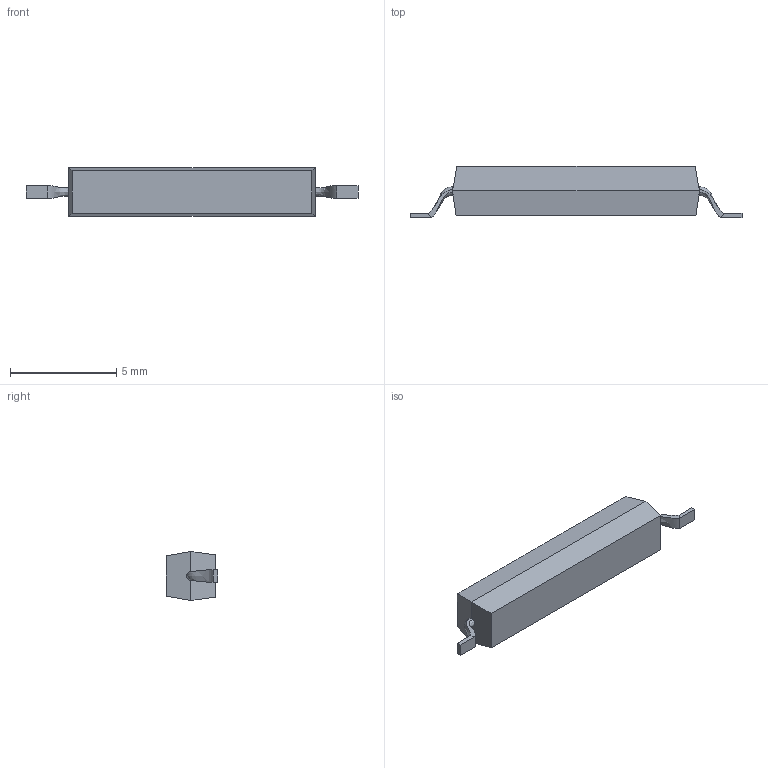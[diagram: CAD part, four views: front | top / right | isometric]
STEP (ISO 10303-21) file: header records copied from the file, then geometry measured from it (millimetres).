
FILE_DESCRIPTION (( 'STEP AP214' ), '1' );
FILE_NAME ('Standex-Meder Electronics-MK16-x-2_WEB.STEP', '2018-12-17T11:07:12', ( '' ), ( '' ), 'SwSTEP 2.0', 'SolidWorks 2018', '' );
FILE_SCHEMA (( 'AUTOMOTIVE_DESIGN' ));
Length unit declared in the file: millimetre
Products named in the file (1): Standex-Meder Electronics-MK16-x-2_WEB
Bounding box: 15.6 x 2.4 x 2.3 mm (x, y, z)
Volume: 12.6 mm3; surface area: 233.5 mm2
Topology: 1 solids, 3 shells, 86 faces, 200 edges, 120 vertices
Faces by surface type: plane 50, bspline 24, cylinder 12
Entity records: 3808 total; most frequent: CARTESIAN_POINT 1024, ORIENTED_EDGE 400, DIRECTION 320, EDGE_CURVE 200, VECTOR 120, VERTEX_POINT 120, LINE 120, AXIS2_PLACEMENT_3D 100
